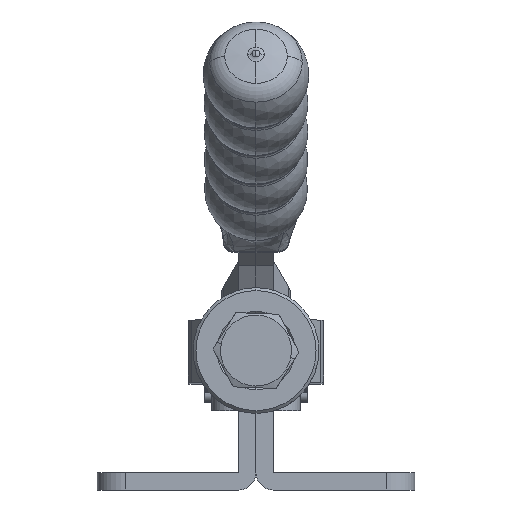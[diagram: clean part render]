
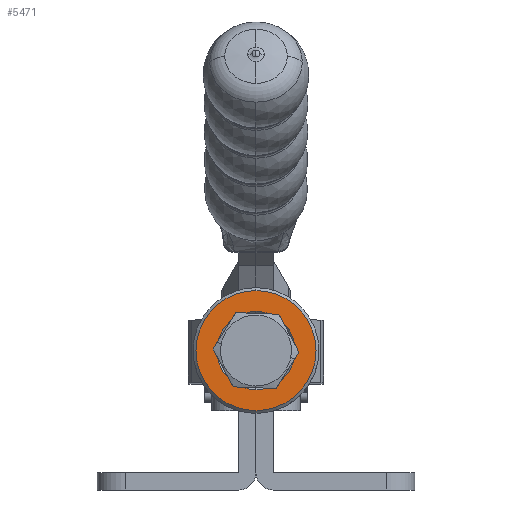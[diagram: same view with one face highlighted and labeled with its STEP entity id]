
A CAD part, left-side view. The second image highlights one B-rep face of the part: STEP entity #5471.
In plain terms, the highlighted planar face has unit normal (-1, 0, 0).
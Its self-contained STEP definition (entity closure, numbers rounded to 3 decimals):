
#465 = EDGE_CURVE ( 'NONE', #37927, #17755, #21533, .T. ) ;
#1043 = CARTESIAN_POINT ( 'NONE',  ( 0., 0., 0. ) ) ;
#1107 = DIRECTION ( 'NONE',  ( 0., 0., -1. ) ) ;
#1378 = ORIENTED_EDGE ( 'NONE', *, *, #12416, .T. ) ;
#1591 = DIRECTION ( 'NONE',  ( 0., 0., -1. ) ) ;
#2135 = DIRECTION ( 'NONE',  ( 0., 0., -1. ) ) ;
#2704 = EDGE_CURVE ( 'NONE', #17755, #37927, #23326, .T. ) ;
#4098 = CARTESIAN_POINT ( 'NONE',  ( 0., 6.35, 0. ) ) ;
#4264 = AXIS2_PLACEMENT_3D ( 'NONE', #1043, #23738, #4300 ) ;
#4300 = DIRECTION ( 'NONE',  ( 0., 0., -1. ) ) ;
#4322 = AXIS2_PLACEMENT_3D ( 'NONE', #4098, #20541, #1107 ) ;
#4962 = EDGE_LOOP ( 'NONE', ( #7503, #23406 ) ) ;
#5096 = VERTEX_POINT ( 'NONE', #27280 ) ;
#5393 = CARTESIAN_POINT ( 'NONE',  ( 0., 0., 0. ) ) ;
#5471 = ADVANCED_FACE ( 'NONE', ( #40871, #33306 ), #39895, .F. ) ;
#7503 = ORIENTED_EDGE ( 'NONE', *, *, #465, .T. ) ;
#8974 = CARTESIAN_POINT ( 'NONE',  ( 0., 0., -10.5 ) ) ;
#9157 = CIRCLE ( 'NONE', #33374, 6.85 ) ;
#11552 = DIRECTION ( 'NONE',  ( 1., 0., 0. ) ) ;
#12416 = EDGE_CURVE ( 'NONE', #24780, #5096, #13307, .T. ) ;
#13307 = CIRCLE ( 'NONE', #25375, 6.85 ) ;
#17696 = CARTESIAN_POINT ( 'NONE',  ( 0., 0., 6.85 ) ) ;
#17755 = VERTEX_POINT ( 'NONE', #20628 ) ;
#20541 = DIRECTION ( 'NONE',  ( 1., 0., 0. ) ) ;
#20628 = CARTESIAN_POINT ( 'NONE',  ( 0., 0., 10.5 ) ) ;
#21017 = DIRECTION ( 'NONE',  ( 1., 0., 0. ) ) ;
#21352 = AXIS2_PLACEMENT_3D ( 'NONE', #5393, #28116, #2135 ) ;
#21533 = CIRCLE ( 'NONE', #21352, 10.5 ) ;
#23326 = CIRCLE ( 'NONE', #4264, 10.5 ) ;
#23406 = ORIENTED_EDGE ( 'NONE', *, *, #2704, .T. ) ;
#23738 = DIRECTION ( 'NONE',  ( -1., 0., 0. ) ) ;
#24780 = VERTEX_POINT ( 'NONE', #17696 ) ;
#24845 = ORIENTED_EDGE ( 'NONE', *, *, #37699, .T. ) ;
#25375 = AXIS2_PLACEMENT_3D ( 'NONE', #40373, #21017, #1591 ) ;
#27280 = CARTESIAN_POINT ( 'NONE',  ( 0., 0., -6.85 ) ) ;
#28116 = DIRECTION ( 'NONE',  ( -1., 0., 0. ) ) ;
#30979 = CARTESIAN_POINT ( 'NONE',  ( 0., 0., 0. ) ) ;
#33306 = FACE_BOUND ( 'NONE', #38507, .T. ) ;
#33374 = AXIS2_PLACEMENT_3D ( 'NONE', #30979, #11552, #34196 ) ;
#34196 = DIRECTION ( 'NONE',  ( 0., 0., -1. ) ) ;
#37699 = EDGE_CURVE ( 'NONE', #5096, #24780, #9157, .T. ) ;
#37927 = VERTEX_POINT ( 'NONE', #8974 ) ;
#38507 = EDGE_LOOP ( 'NONE', ( #1378, #24845 ) ) ;
#39895 = PLANE ( 'NONE',  #4322 ) ;
#40373 = CARTESIAN_POINT ( 'NONE',  ( 0., 0., 0. ) ) ;
#40871 = FACE_OUTER_BOUND ( 'NONE', #4962, .T. ) ;
